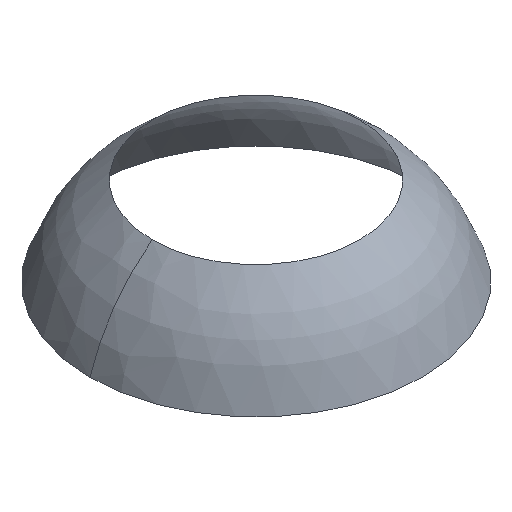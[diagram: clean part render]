
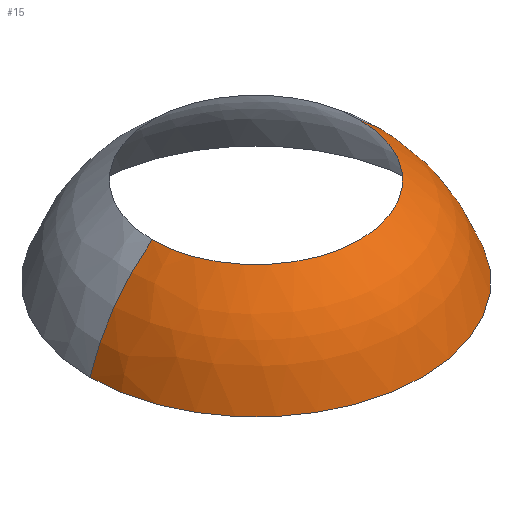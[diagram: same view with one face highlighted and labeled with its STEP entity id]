
A CAD part, isometric view. The second image highlights one B-rep face of the part: STEP entity #15.
In plain terms, the highlighted free-form (B-spline) face has degree [2, 2] with [5, 5] control points.
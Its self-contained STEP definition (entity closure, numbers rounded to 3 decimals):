
#15=ADVANCED_FACE('',(#17),#51,.T.);
#17=FACE_OUTER_BOUND('',#19,.T.);
#19=EDGE_LOOP('',(#24,#25,#26,#27));
#24=ORIENTED_EDGE('',*,*,#33,.T.);
#25=ORIENTED_EDGE('',*,*,#30,.T.);
#26=ORIENTED_EDGE('',*,*,#28,.T.);
#27=ORIENTED_EDGE('',*,*,#31,.F.);
#28=EDGE_CURVE('',#46,#49,#34,.T.);
#30=EDGE_CURVE('',#47,#46,#36,.T.);
#31=EDGE_CURVE('',#48,#49,#37,.T.);
#33=EDGE_CURVE('',#48,#47,#39,.T.);
#34=TRIMMED_CURVE($,#40,(#219),(#220),.T.,.CARTESIAN.);
#36=TRIMMED_CURVE($,#42,(#225),(#226),.T.,.CARTESIAN.);
#37=TRIMMED_CURVE($,#43,(#228),(#229),.T.,.CARTESIAN.);
#39=TRIMMED_CURVE($,#45,(#234),(#235),.T.,.CARTESIAN.);
#40=CIRCLE('',#140,30.133);
#42=CIRCLE('',#142,50.5);
#43=CIRCLE('',#143,50.5);
#45=CIRCLE('',#145,48.221);
#46=VERTEX_POINT('',#214);
#47=VERTEX_POINT('',#215);
#48=VERTEX_POINT('',#216);
#49=VERTEX_POINT('',#217);
#51=(
BOUNDED_SURFACE()
B_SPLINE_SURFACE(2,2,((#189,#190,#191,#192,#193),(#194,#195,#196,#197,#198),
(#199,#200,#201,#202,#203),(#204,#205,#206,#207,#208),(#209,#210,#211,#212,
#213)),.UNSPECIFIED.,.F.,.F.,.F.)
B_SPLINE_SURFACE_WITH_KNOTS((3,2,3),(3,2,3),(157.08,235.619,
314.159),(0.,15.,61.571),.UNSPECIFIED.)
GEOMETRIC_REPRESENTATION_ITEM()
RATIONAL_B_SPLINE_SURFACE(((1.,1.,1.,0.894,1.),(0.707,
0.707,0.707,0.632,0.707),
(1.,1.,1.,0.894,1.),(0.707,0.707,0.707,
0.632,0.707),(1.,1.,1.,0.894,1.)))
REPRESENTATION_ITEM('')
SURFACE()
);
#140=AXIS2_PLACEMENT_3D($,#218,#149,#150);
#142=AXIS2_PLACEMENT_3D($,#224,#153,#154);
#143=AXIS2_PLACEMENT_3D($,#227,#155,#156);
#145=AXIS2_PLACEMENT_3D($,#233,#159,#160);
#149=DIRECTION('',(0.,0.,-1.));
#150=DIRECTION('',(1.,0.,0.));
#153=DIRECTION('',(0.,-1.,0.));
#154=DIRECTION('',(0.955,0.,0.297));
#155=DIRECTION('',(0.,1.,0.));
#156=DIRECTION('',(-0.955,0.,0.297));
#159=DIRECTION('',(0.,0.,1.));
#160=DIRECTION('',(-1.,0.,0.));
#189=CARTESIAN_POINT('',(-50.5,0.,0.));
#190=CARTESIAN_POINT('',(-50.5,0.,7.5));
#191=CARTESIAN_POINT('',(-50.5,0.,15.));
#192=CARTESIAN_POINT('',(-50.5,0.,40.38));
#193=CARTESIAN_POINT('',(-30.133,0.,55.524));
#194=CARTESIAN_POINT('',(-50.5,-50.5,0.));
#195=CARTESIAN_POINT('',(-50.5,-50.5,7.5));
#196=CARTESIAN_POINT('',(-50.5,-50.5,15.));
#197=CARTESIAN_POINT('',(-50.5,-50.5,40.38));
#198=CARTESIAN_POINT('',(-30.133,-30.133,55.524));
#199=CARTESIAN_POINT('',(0.,-50.5,0.));
#200=CARTESIAN_POINT('',(0.,-50.5,7.5));
#201=CARTESIAN_POINT('',(0.,-50.5,15.));
#202=CARTESIAN_POINT('',(0.,-50.5,40.38));
#203=CARTESIAN_POINT('',(0.,-30.133,55.524));
#204=CARTESIAN_POINT('',(50.5,-50.5,0.));
#205=CARTESIAN_POINT('',(50.5,-50.5,7.5));
#206=CARTESIAN_POINT('',(50.5,-50.5,15.));
#207=CARTESIAN_POINT('',(50.5,-50.5,40.38));
#208=CARTESIAN_POINT('',(30.133,-30.133,55.524));
#209=CARTESIAN_POINT('',(50.5,0.,0.));
#210=CARTESIAN_POINT('',(50.5,0.,7.5));
#211=CARTESIAN_POINT('',(50.5,0.,15.));
#212=CARTESIAN_POINT('',(50.5,0.,40.38));
#213=CARTESIAN_POINT('',(30.133,0.,55.524));
#214=CARTESIAN_POINT('',(30.133,0.,55.524));
#215=CARTESIAN_POINT('',(48.221,0.,30.));
#216=CARTESIAN_POINT('',(-48.221,0.,30.));
#217=CARTESIAN_POINT('',(-30.133,0.,55.524));
#218=CARTESIAN_POINT('',(0.,0.,55.524));
#219=CARTESIAN_POINT('',(30.133,0.,55.524));
#220=CARTESIAN_POINT('',(-30.133,0.,55.524));
#224=CARTESIAN_POINT('',(0.,0.,15.));
#225=CARTESIAN_POINT('',(48.221,0.,30.));
#226=CARTESIAN_POINT('',(30.133,0.,55.524));
#227=CARTESIAN_POINT('',(0.,0.,15.));
#228=CARTESIAN_POINT('',(-48.221,0.,30.));
#229=CARTESIAN_POINT('',(-30.133,0.,55.524));
#233=CARTESIAN_POINT('',(0.,0.,30.));
#234=CARTESIAN_POINT('',(-48.221,0.,30.));
#235=CARTESIAN_POINT('',(48.221,0.,30.));
